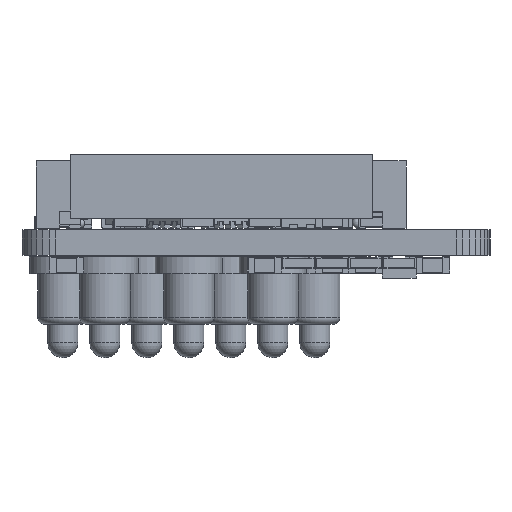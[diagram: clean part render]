
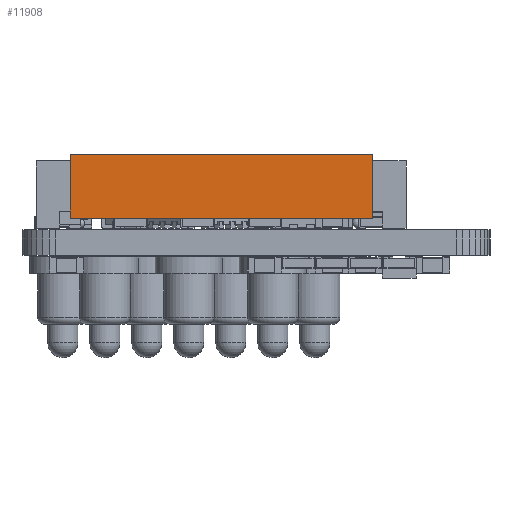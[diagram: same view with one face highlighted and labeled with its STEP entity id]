
A CAD part, left-side view. The second image highlights one B-rep face of the part: STEP entity #11908.
In plain terms, the highlighted face is planar.
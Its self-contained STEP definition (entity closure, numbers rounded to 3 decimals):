
#11326 = PLANE('',#11327);
#11327 = AXIS2_PLACEMENT_3D('',#11328,#11329,#11330);
#11328 = CARTESIAN_POINT('',(-4.5,-1.,1.7));
#11329 = DIRECTION('',(-1.,0.,0.));
#11330 = DIRECTION('',(0.,0.,-1.));
#11380 = PLANE('',#11381);
#11381 = AXIS2_PLACEMENT_3D('',#11382,#11383,#11384);
#11382 = CARTESIAN_POINT('',(4.5,-1.,-0.2));
#11383 = DIRECTION('',(1.,0.,0.));
#11384 = DIRECTION('',(0.,0.,1.));
#11441 = PLANE('',#11442);
#11442 = AXIS2_PLACEMENT_3D('',#11443,#11444,#11445);
#11443 = CARTESIAN_POINT('',(4.5,-1.,1.7));
#11444 = DIRECTION('',(0.,0.,1.));
#11445 = DIRECTION('',(-1.,0.,0.));
#11490 = PLANE('',#11491);
#11491 = AXIS2_PLACEMENT_3D('',#11492,#11493,#11494);
#11492 = CARTESIAN_POINT('',(-4.5,-1.,-0.2));
#11493 = DIRECTION('',(0.,0.,-1.));
#11494 = DIRECTION('',(1.,0.,0.));
#11700 = VERTEX_POINT('',#11701);
#11701 = CARTESIAN_POINT('',(-4.5,-1.2,1.7));
#11724 = VERTEX_POINT('',#11725);
#11725 = CARTESIAN_POINT('',(-4.5,-1.2,-0.2));
#11746 = EDGE_CURVE('',#11700,#11724,#11747,.T.);
#11747 = SURFACE_CURVE('',#11748,(#11752,#11759),.PCURVE_S1.);
#11748 = LINE('',#11749,#11750);
#11749 = CARTESIAN_POINT('',(-4.5,-1.2,-0.2));
#11750 = VECTOR('',#11751,1.);
#11751 = DIRECTION('',(0.,0.,-1.));
#11752 = PCURVE('',#11326,#11753);
#11753 = DEFINITIONAL_REPRESENTATION('',(#11754),#11758);
#11754 = LINE('',#11755,#11756);
#11755 = CARTESIAN_POINT('',(1.9,0.2));
#11756 = VECTOR('',#11757,1.);
#11757 = DIRECTION('',(1.,0.));
#11758 = ( GEOMETRIC_REPRESENTATION_CONTEXT(2) 
PARAMETRIC_REPRESENTATION_CONTEXT() REPRESENTATION_CONTEXT('2D SPACE',''
  ) );
#11759 = PCURVE('',#11760,#11765);
#11760 = PLANE('',#11761);
#11761 = AXIS2_PLACEMENT_3D('',#11762,#11763,#11764);
#11762 = CARTESIAN_POINT('',(0.,-1.2,0.75));
#11763 = DIRECTION('',(0.,-1.,0.));
#11764 = DIRECTION('',(0.,0.,-1.));
#11765 = DEFINITIONAL_REPRESENTATION('',(#11766),#11770);
#11766 = LINE('',#11767,#11768);
#11767 = CARTESIAN_POINT('',(0.95,-4.5));
#11768 = VECTOR('',#11769,1.);
#11769 = DIRECTION('',(1.,0.));
#11770 = ( GEOMETRIC_REPRESENTATION_CONTEXT(2) 
PARAMETRIC_REPRESENTATION_CONTEXT() REPRESENTATION_CONTEXT('2D SPACE',''
  ) );
#11782 = EDGE_CURVE('',#11783,#11700,#11785,.T.);
#11783 = VERTEX_POINT('',#11784);
#11784 = CARTESIAN_POINT('',(4.5,-1.2,1.7));
#11785 = SURFACE_CURVE('',#11786,(#11790,#11797),.PCURVE_S1.);
#11786 = LINE('',#11787,#11788);
#11787 = CARTESIAN_POINT('',(-4.5,-1.2,1.7));
#11788 = VECTOR('',#11789,1.);
#11789 = DIRECTION('',(-1.,0.,0.));
#11790 = PCURVE('',#11441,#11791);
#11791 = DEFINITIONAL_REPRESENTATION('',(#11792),#11796);
#11792 = LINE('',#11793,#11794);
#11793 = CARTESIAN_POINT('',(9.,0.2));
#11794 = VECTOR('',#11795,1.);
#11795 = DIRECTION('',(1.,0.));
#11796 = ( GEOMETRIC_REPRESENTATION_CONTEXT(2) 
PARAMETRIC_REPRESENTATION_CONTEXT() REPRESENTATION_CONTEXT('2D SPACE',''
  ) );
#11797 = PCURVE('',#11760,#11798);
#11798 = DEFINITIONAL_REPRESENTATION('',(#11799),#11803);
#11799 = LINE('',#11800,#11801);
#11800 = CARTESIAN_POINT('',(-0.95,-4.5));
#11801 = VECTOR('',#11802,1.);
#11802 = DIRECTION('',(0.,-1.));
#11803 = ( GEOMETRIC_REPRESENTATION_CONTEXT(2) 
PARAMETRIC_REPRESENTATION_CONTEXT() REPRESENTATION_CONTEXT('2D SPACE',''
  ) );
#11831 = EDGE_CURVE('',#11832,#11783,#11834,.T.);
#11832 = VERTEX_POINT('',#11833);
#11833 = CARTESIAN_POINT('',(4.5,-1.2,-0.2));
#11834 = SURFACE_CURVE('',#11835,(#11839,#11846),.PCURVE_S1.);
#11835 = LINE('',#11836,#11837);
#11836 = CARTESIAN_POINT('',(4.5,-1.2,1.7));
#11837 = VECTOR('',#11838,1.);
#11838 = DIRECTION('',(0.,0.,1.));
#11839 = PCURVE('',#11380,#11840);
#11840 = DEFINITIONAL_REPRESENTATION('',(#11841),#11845);
#11841 = LINE('',#11842,#11843);
#11842 = CARTESIAN_POINT('',(1.9,0.2));
#11843 = VECTOR('',#11844,1.);
#11844 = DIRECTION('',(1.,0.));
#11845 = ( GEOMETRIC_REPRESENTATION_CONTEXT(2) 
PARAMETRIC_REPRESENTATION_CONTEXT() REPRESENTATION_CONTEXT('2D SPACE',''
  ) );
#11846 = PCURVE('',#11760,#11847);
#11847 = DEFINITIONAL_REPRESENTATION('',(#11848),#11852);
#11848 = LINE('',#11849,#11850);
#11849 = CARTESIAN_POINT('',(-0.95,4.5));
#11850 = VECTOR('',#11851,1.);
#11851 = DIRECTION('',(-1.,0.));
#11852 = ( GEOMETRIC_REPRESENTATION_CONTEXT(2) 
PARAMETRIC_REPRESENTATION_CONTEXT() REPRESENTATION_CONTEXT('2D SPACE',''
  ) );
#11886 = EDGE_CURVE('',#11724,#11832,#11887,.T.);
#11887 = SURFACE_CURVE('',#11888,(#11892,#11899),.PCURVE_S1.);
#11888 = LINE('',#11889,#11890);
#11889 = CARTESIAN_POINT('',(4.5,-1.2,-0.2));
#11890 = VECTOR('',#11891,1.);
#11891 = DIRECTION('',(1.,0.,0.));
#11892 = PCURVE('',#11490,#11893);
#11893 = DEFINITIONAL_REPRESENTATION('',(#11894),#11898);
#11894 = LINE('',#11895,#11896);
#11895 = CARTESIAN_POINT('',(9.,0.2));
#11896 = VECTOR('',#11897,1.);
#11897 = DIRECTION('',(1.,0.));
#11898 = ( GEOMETRIC_REPRESENTATION_CONTEXT(2) 
PARAMETRIC_REPRESENTATION_CONTEXT() REPRESENTATION_CONTEXT('2D SPACE',''
  ) );
#11899 = PCURVE('',#11760,#11900);
#11900 = DEFINITIONAL_REPRESENTATION('',(#11901),#11905);
#11901 = LINE('',#11902,#11903);
#11902 = CARTESIAN_POINT('',(0.95,4.5));
#11903 = VECTOR('',#11904,1.);
#11904 = DIRECTION('',(0.,1.));
#11905 = ( GEOMETRIC_REPRESENTATION_CONTEXT(2) 
PARAMETRIC_REPRESENTATION_CONTEXT() REPRESENTATION_CONTEXT('2D SPACE',''
  ) );
#11908 = ADVANCED_FACE('',(#11909),#11760,.T.);
#11909 = FACE_BOUND('',#11910,.T.);
#11910 = EDGE_LOOP('',(#11911,#11912,#11913,#11914));
#11911 = ORIENTED_EDGE('',*,*,#11886,.T.);
#11912 = ORIENTED_EDGE('',*,*,#11831,.T.);
#11913 = ORIENTED_EDGE('',*,*,#11782,.T.);
#11914 = ORIENTED_EDGE('',*,*,#11746,.T.);
